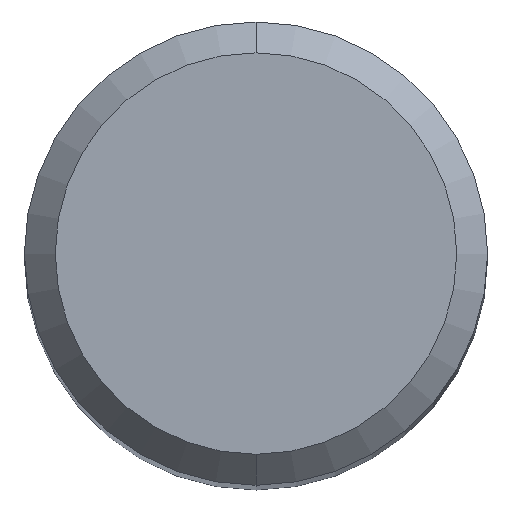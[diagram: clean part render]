
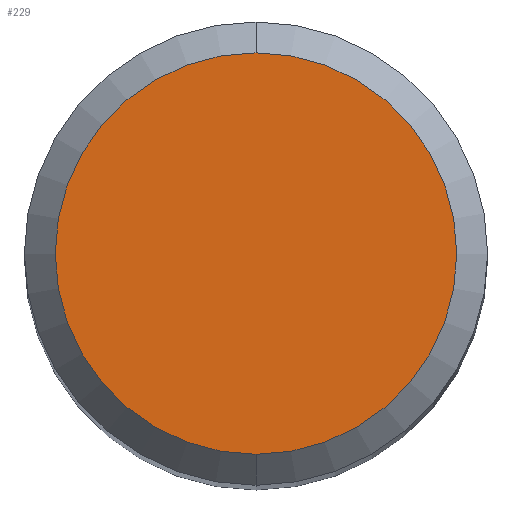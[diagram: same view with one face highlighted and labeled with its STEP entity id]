
A CAD part, top view. The second image highlights one B-rep face of the part: STEP entity #229.
In plain terms, the highlighted planar face has unit normal (0, 0, 1).
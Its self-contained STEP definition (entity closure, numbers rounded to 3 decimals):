
#229=ADVANCED_FACE('',(#526),#527,.T.);
#237=EDGE_CURVE('',#369,#429,#536,.T.);
#261=EDGE_CURVE('',#429,#369,#563,.T.);
#369=VERTEX_POINT('',#681);
#429=VERTEX_POINT('',#746);
#526=FACE_OUTER_BOUND('',#911,.T.);
#527=PLANE('',#912);
#536=CIRCLE('',#925,2.6);
#563=CIRCLE('',#1008,2.6);
#681=CARTESIAN_POINT('',(0.0,2.6,0.0));
#746=CARTESIAN_POINT('',(0.,-2.6,0.0));
#911=EDGE_LOOP('',(#1452,#1453));
#912=AXIS2_PLACEMENT_3D('',#1454,#1455,#1456);
#925=AXIS2_PLACEMENT_3D('',#1469,#1470,#1471);
#1008=AXIS2_PLACEMENT_3D('',#1510,#1511,#1512);
#1452=ORIENTED_EDGE('',*,*,#237,.F.);
#1453=ORIENTED_EDGE('',*,*,#261,.F.);
#1454=CARTESIAN_POINT('',(0.0,1.3,0.0));
#1455=DIRECTION('',(-0.0,0.0,1.0));
#1456=DIRECTION('',(0.0,-1.0,0.0));
#1469=CARTESIAN_POINT('',(0.0,0.0,0.0));
#1470=DIRECTION('',(0.0,0.0,-1.0));
#1471=DIRECTION('',(0.0,1.0,0.0));
#1510=CARTESIAN_POINT('',(0.0,0.0,0.0));
#1511=DIRECTION('',(0.0,0.0,-1.0));
#1512=DIRECTION('',(0.0,1.0,0.0));
